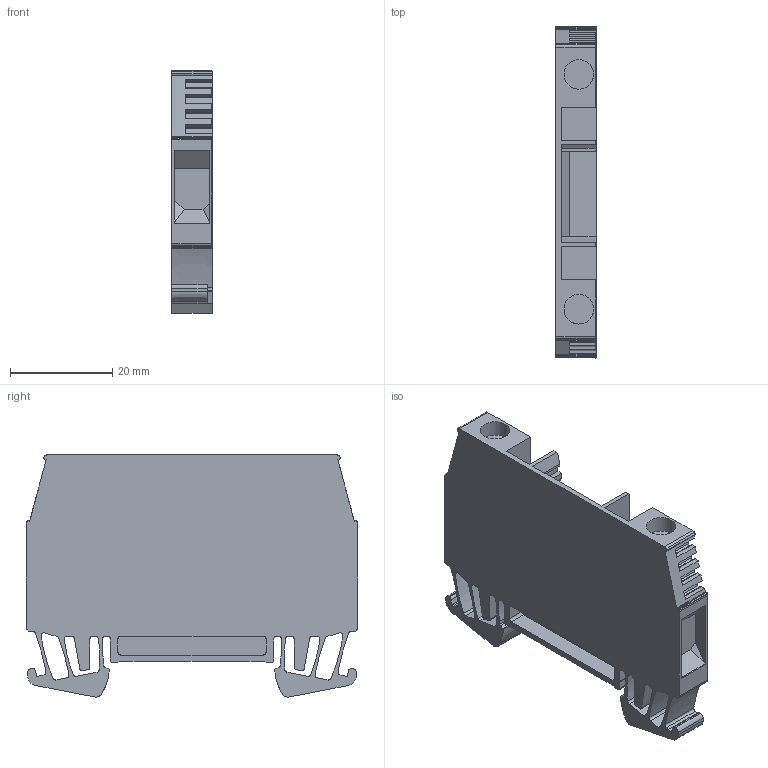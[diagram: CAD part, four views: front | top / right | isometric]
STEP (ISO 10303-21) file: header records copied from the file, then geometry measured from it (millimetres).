
FILE_DESCRIPTION(('CATIA V5 STEP Exchange','CAx-IF Rec.Pracs.--- Model Styling and Organization---1.5--- 2016-08-15','CAx-IF Rec.Pracs.---Supplemental Geometry---1.0---2011-11-01','CAx-IF Rec.Pracs.--- Composite Materials ---1.1---2010-07-15'),'2;1');
FILE_NAME ('416648_3', '2024-07-23T08:55:49+00:00', ('none'), ('Weidmueller'), 'CATIA Version 5-6 Release 2022 SP4 HF5', 'CATIA V5 STEP AP214 v3', 'none');
FILE_SCHEMA(('AUTOMOTIVE_DESIGN { 1 0 10303 214 1 1 1 1 }'));
Length unit declared in the file: millimetre
Products named in the file (1): 18975_WTD_6_1_RT_AllCATPart
Bounding box: 7.9 x 65 x 47.45 mm (x, y, z)
Volume: 14711.8 mm3; surface area: 9941.6 mm2
Topology: 1 solids, 1 shells, 347 faces, 1022 edges, 685 vertices
Faces by surface type: plane 242, extrusion 72, cylinder 23, cone 6, torus 4
Entity records: 12927 total; most frequent: CARTESIAN_POINT 3746, ORIENTED_EDGE 2044, DIRECTION 1404, EDGE_CURVE 1022, VECTOR 870, LINE 798, VERTEX_POINT 685, EDGE_LOOP 363
